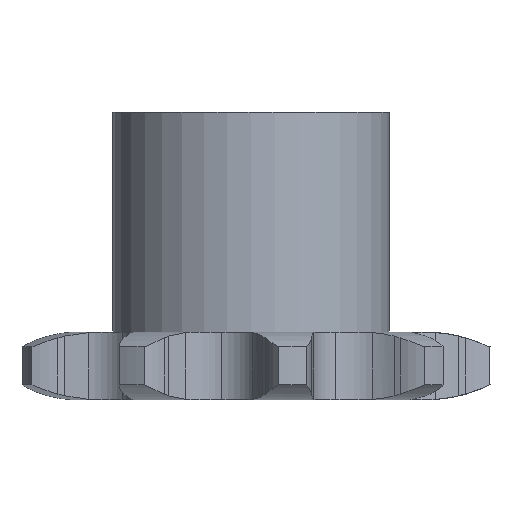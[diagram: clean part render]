
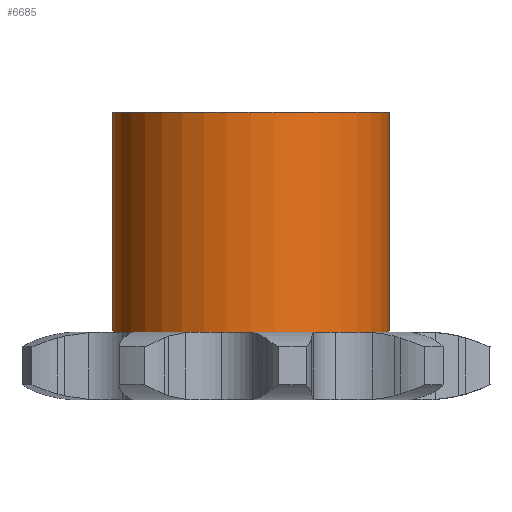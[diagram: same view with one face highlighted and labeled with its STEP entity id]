
A CAD part, left-side view. The second image highlights one B-rep face of the part: STEP entity #6685.
In plain terms, the highlighted cylindrical face has radius 12 mm (diameter 24 mm), a full revolution.
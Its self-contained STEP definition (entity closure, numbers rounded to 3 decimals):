
#446 = PLANE('',#447);
#447 = AXIS2_PLACEMENT_3D('',#448,#449,#450);
#448 = CARTESIAN_POINT('',(0.,0.,5.9));
#449 = DIRECTION('',(-0.,-0.,-1.));
#450 = DIRECTION('',(-1.,0.,0.));
#1810 = EDGE_CURVE('',#1811,#1811,#1813,.T.);
#1811 = VERTEX_POINT('',#1812);
#1812 = CARTESIAN_POINT('',(12.,0.,5.9));
#1813 = SURFACE_CURVE('',#1814,(#1819,#1826),.PCURVE_S1.);
#1814 = CIRCLE('',#1815,12.);
#1815 = AXIS2_PLACEMENT_3D('',#1816,#1817,#1818);
#1816 = CARTESIAN_POINT('',(0.,0.,5.9));
#1817 = DIRECTION('',(0.,0.,-1.));
#1818 = DIRECTION('',(1.,0.,0.));
#1819 = PCURVE('',#446,#1820);
#1820 = DEFINITIONAL_REPRESENTATION('',(#1821),#1825);
#1821 = CIRCLE('',#1822,12.);
#1822 = AXIS2_PLACEMENT_2D('',#1823,#1824);
#1823 = CARTESIAN_POINT('',(0.,0.));
#1824 = DIRECTION('',(-1.,0.));
#1825 = ( GEOMETRIC_REPRESENTATION_CONTEXT(2) 
PARAMETRIC_REPRESENTATION_CONTEXT() REPRESENTATION_CONTEXT('2D SPACE',''
  ) );
#1826 = PCURVE('',#1827,#1832);
#1827 = CYLINDRICAL_SURFACE('',#1828,12.);
#1828 = AXIS2_PLACEMENT_3D('',#1829,#1830,#1831);
#1829 = CARTESIAN_POINT('',(0.,0.,0.));
#1830 = DIRECTION('',(-0.,-0.,-1.));
#1831 = DIRECTION('',(1.,0.,0.));
#1832 = DEFINITIONAL_REPRESENTATION('',(#1833),#1837);
#1833 = LINE('',#1834,#1835);
#1834 = CARTESIAN_POINT('',(-6.283,-5.9));
#1835 = VECTOR('',#1836,1.);
#1836 = DIRECTION('',(1.,-0.));
#1837 = ( GEOMETRIC_REPRESENTATION_CONTEXT(2) 
PARAMETRIC_REPRESENTATION_CONTEXT() REPRESENTATION_CONTEXT('2D SPACE',''
  ) );
#6685 = ADVANCED_FACE('',(#6686),#1827,.T.);
#6686 = FACE_BOUND('',#6687,.F.);
#6687 = EDGE_LOOP('',(#6688,#6689,#6712,#6739));
#6688 = ORIENTED_EDGE('',*,*,#1810,.T.);
#6689 = ORIENTED_EDGE('',*,*,#6690,.T.);
#6690 = EDGE_CURVE('',#1811,#6691,#6693,.T.);
#6691 = VERTEX_POINT('',#6692);
#6692 = CARTESIAN_POINT('',(12.,0.,25.));
#6693 = SEAM_CURVE('',#6694,(#6698,#6705),.PCURVE_S1.);
#6694 = LINE('',#6695,#6696);
#6695 = CARTESIAN_POINT('',(12.,0.,0.));
#6696 = VECTOR('',#6697,1.);
#6697 = DIRECTION('',(0.,0.,1.));
#6698 = PCURVE('',#1827,#6699);
#6699 = DEFINITIONAL_REPRESENTATION('',(#6700),#6704);
#6700 = LINE('',#6701,#6702);
#6701 = CARTESIAN_POINT('',(-6.283,0.));
#6702 = VECTOR('',#6703,1.);
#6703 = DIRECTION('',(-0.,-1.));
#6704 = ( GEOMETRIC_REPRESENTATION_CONTEXT(2) 
PARAMETRIC_REPRESENTATION_CONTEXT() REPRESENTATION_CONTEXT('2D SPACE',''
  ) );
#6705 = PCURVE('',#1827,#6706);
#6706 = DEFINITIONAL_REPRESENTATION('',(#6707),#6711);
#6707 = LINE('',#6708,#6709);
#6708 = CARTESIAN_POINT('',(-0.,0.));
#6709 = VECTOR('',#6710,1.);
#6710 = DIRECTION('',(-0.,-1.));
#6711 = ( GEOMETRIC_REPRESENTATION_CONTEXT(2) 
PARAMETRIC_REPRESENTATION_CONTEXT() REPRESENTATION_CONTEXT('2D SPACE',''
  ) );
#6712 = ORIENTED_EDGE('',*,*,#6713,.T.);
#6713 = EDGE_CURVE('',#6691,#6691,#6714,.T.);
#6714 = SURFACE_CURVE('',#6715,(#6720,#6727),.PCURVE_S1.);
#6715 = CIRCLE('',#6716,12.);
#6716 = AXIS2_PLACEMENT_3D('',#6717,#6718,#6719);
#6717 = CARTESIAN_POINT('',(0.,0.,25.));
#6718 = DIRECTION('',(0.,0.,1.));
#6719 = DIRECTION('',(1.,0.,0.));
#6720 = PCURVE('',#1827,#6721);
#6721 = DEFINITIONAL_REPRESENTATION('',(#6722),#6726);
#6722 = LINE('',#6723,#6724);
#6723 = CARTESIAN_POINT('',(-0.,-25.));
#6724 = VECTOR('',#6725,1.);
#6725 = DIRECTION('',(-1.,0.));
#6726 = ( GEOMETRIC_REPRESENTATION_CONTEXT(2) 
PARAMETRIC_REPRESENTATION_CONTEXT() REPRESENTATION_CONTEXT('2D SPACE',''
  ) );
#6727 = PCURVE('',#6728,#6733);
#6728 = PLANE('',#6729);
#6729 = AXIS2_PLACEMENT_3D('',#6730,#6731,#6732);
#6730 = CARTESIAN_POINT('',(0.,0.,25.)
  );
#6731 = DIRECTION('',(0.,0.,1.));
#6732 = DIRECTION('',(1.,0.,0.));
#6733 = DEFINITIONAL_REPRESENTATION('',(#6734),#6738);
#6734 = CIRCLE('',#6735,12.);
#6735 = AXIS2_PLACEMENT_2D('',#6736,#6737);
#6736 = CARTESIAN_POINT('',(0.,0.));
#6737 = DIRECTION('',(1.,0.));
#6738 = ( GEOMETRIC_REPRESENTATION_CONTEXT(2) 
PARAMETRIC_REPRESENTATION_CONTEXT() REPRESENTATION_CONTEXT('2D SPACE',''
  ) );
#6739 = ORIENTED_EDGE('',*,*,#6690,.F.);
